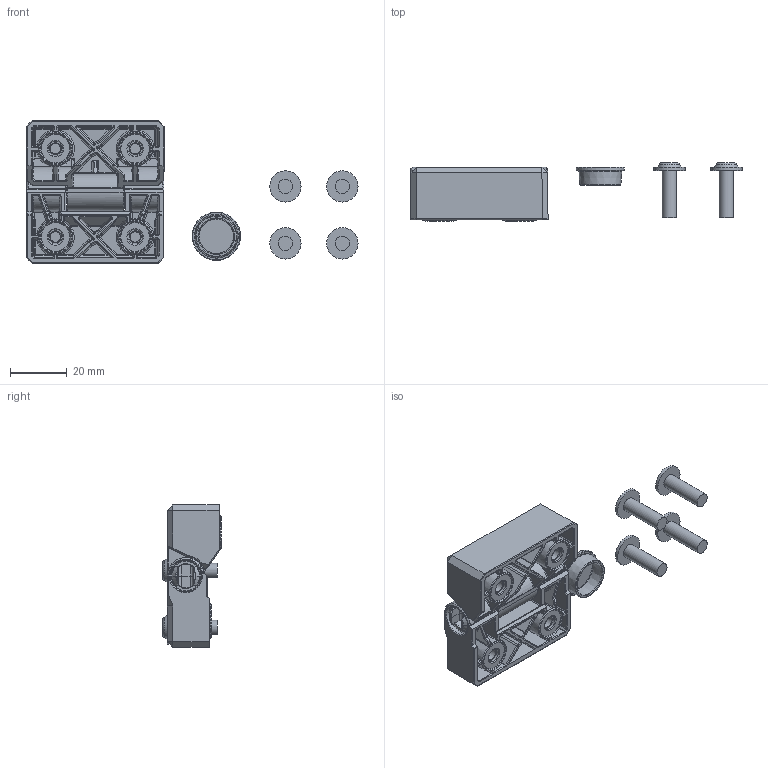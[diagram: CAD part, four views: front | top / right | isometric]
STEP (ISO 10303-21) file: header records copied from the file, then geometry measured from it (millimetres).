
FILE_DESCRIPTION(/* description */ (''),/* implementation_level */ '2;1');
FILE_NAME(/* name */ '0319000016 - Außenscharnier MBI-L.stp',/* time_stamp */ '2024-05-29T08:52:48+02:00',/* author */ ('alexander.rose'),/* organization */ (''),/* preprocessor_version */ 'ST-DEVELOPER v18.1',/* originating_system */ 'Autodesk Inventor 2022',/* authorisation */ '');
FILE_SCHEMA (('AUTOMOTIVE_DESIGN { 1 0 10303 214 3 1 1 }'));
Products named in the file (6): 0319000016 - Außenscharnier MBI-L; 0319000012 Scharnier MBI-L T-Teil; 0319000013 - Scharnier MBI-L U-Teil; 0319000014 - Scharnier MBI-L Splint; 0319000015 - Scharnier MBI-L Abdeckkappe; E5451VZ5016
Assembly tree (8 placements, depth 2):
  0319000016 - Außenscharnier MBI-L
    0319000012 Scharnier MBI-L T-Teil
    0319000013 - Scharnier MBI-L U-Teil
    0319000014 - Scharnier MBI-L Splint
    0319000015 - Scharnier MBI-L Abdeckkappe
    E5451VZ5016  x4
Bounding box: 116.66 x 20.4 x 50.24 mm (x, y, z)
Volume: 25838.3 mm3; surface area: 23230.5 mm2
Topology: 8 solids, 8 shells, 1905 faces, 4357 edges, 2412 vertices
Faces by surface type: cylinder 673, bspline 573, plane 424, sphere 149, torus 54, cone 32
Full cylindrical faces by diameter (mm): 4.25 x4, 5 x4, 5.2 x4, 8.2 x1, 10.8 x1, 11 x4
Entity records: 64650 total; most frequent: CARTESIAN_POINT 25563, ORIENTED_EDGE 8210, DIRECTION 7956, EDGE_CURVE 4105, AXIS2_PLACEMENT_3D 3244, VERTEX_POINT 2319, EDGE_LOOP 1894, FACE_OUTER_BOUND 1842
